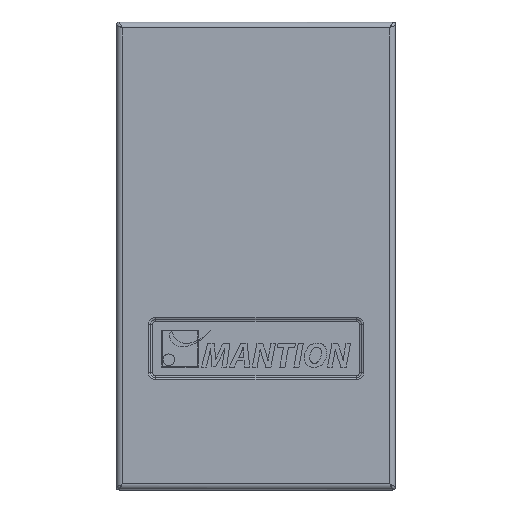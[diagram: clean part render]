
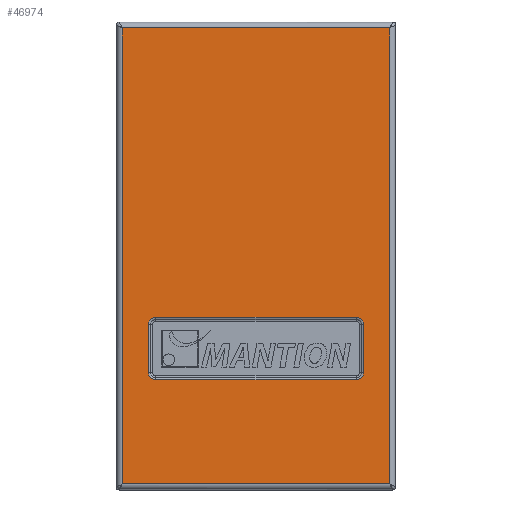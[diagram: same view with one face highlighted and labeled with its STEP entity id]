
A CAD part, top view. The second image highlights one B-rep face of the part: STEP entity #46974.
In plain terms, the highlighted planar face has unit normal (0, 0, 1).
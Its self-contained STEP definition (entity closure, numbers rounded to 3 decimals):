
#1759=FACE_BOUND('',#7265,.T.);
#4440=FACE_OUTER_BOUND('',#7264,.T.);
#7264=EDGE_LOOP('',(#42014,#42015,#42016,#42017));
#7265=EDGE_LOOP('',(#42018,#42019,#42020,#42021,#42022,#42023,#42024,#42025));
#12019=LINE('',#213114,#16899);
#12020=LINE('',#213120,#16900);
#12021=LINE('',#213121,#16901);
#12022=LINE('',#213122,#16902);
#12023=LINE('',#213127,#16903);
#12024=LINE('',#213131,#16904);
#12025=LINE('',#213135,#16905);
#12026=LINE('',#213138,#16906);
#16899=VECTOR('',#61936,46.894);
#16900=VECTOR('',#61943,46.894);
#16901=VECTOR('',#61944,79.894);
#16902=VECTOR('',#61945,79.894);
#16903=VECTOR('',#61948,8.46);
#16904=VECTOR('',#61951,35.137);
#16905=VECTOR('',#61954,8.46);
#16906=VECTOR('',#61957,35.137);
#18278=CIRCLE('',#50487,1.256);
#18279=CIRCLE('',#50488,1.256);
#18280=CIRCLE('',#50489,1.256);
#18281=CIRCLE('',#50490,1.256);
#22301=VERTEX_POINT('',#213112);
#22302=VERTEX_POINT('',#213113);
#22303=VERTEX_POINT('',#213118);
#22304=VERTEX_POINT('',#213119);
#22305=VERTEX_POINT('',#213123);
#22306=VERTEX_POINT('',#213124);
#22307=VERTEX_POINT('',#213126);
#22308=VERTEX_POINT('',#213128);
#22309=VERTEX_POINT('',#213130);
#22310=VERTEX_POINT('',#213132);
#22311=VERTEX_POINT('',#213134);
#22312=VERTEX_POINT('',#213136);
#28910=EDGE_CURVE('',#22301,#22302,#12019,.T.);
#28913=EDGE_CURVE('',#22303,#22304,#12020,.T.);
#28914=EDGE_CURVE('',#22304,#22301,#12021,.T.);
#28915=EDGE_CURVE('',#22302,#22303,#12022,.T.);
#28916=EDGE_CURVE('',#22305,#22306,#18278,.T.);
#28917=EDGE_CURVE('',#22306,#22307,#12023,.T.);
#28918=EDGE_CURVE('',#22307,#22308,#18279,.T.);
#28919=EDGE_CURVE('',#22308,#22309,#12024,.T.);
#28920=EDGE_CURVE('',#22309,#22310,#18280,.T.);
#28921=EDGE_CURVE('',#22310,#22311,#12025,.T.);
#28922=EDGE_CURVE('',#22311,#22312,#18281,.T.);
#28923=EDGE_CURVE('',#22312,#22305,#12026,.T.);
#42014=ORIENTED_EDGE('',*,*,#28913,.T.);
#42015=ORIENTED_EDGE('',*,*,#28914,.T.);
#42016=ORIENTED_EDGE('',*,*,#28910,.T.);
#42017=ORIENTED_EDGE('',*,*,#28915,.T.);
#42018=ORIENTED_EDGE('',*,*,#28916,.T.);
#42019=ORIENTED_EDGE('',*,*,#28917,.T.);
#42020=ORIENTED_EDGE('',*,*,#28918,.T.);
#42021=ORIENTED_EDGE('',*,*,#28919,.T.);
#42022=ORIENTED_EDGE('',*,*,#28920,.T.);
#42023=ORIENTED_EDGE('',*,*,#28921,.T.);
#42024=ORIENTED_EDGE('',*,*,#28922,.T.);
#42025=ORIENTED_EDGE('',*,*,#28923,.T.);
#44346=PLANE('',#50486);
#46974=ADVANCED_FACE('',(#4440,#1759),#44346,.T.);
#50486=AXIS2_PLACEMENT_3D('',#213117,#61941,#61942);
#50487=AXIS2_PLACEMENT_3D('',#213125,#61946,#61947);
#50488=AXIS2_PLACEMENT_3D('',#213129,#61949,#61950);
#50489=AXIS2_PLACEMENT_3D('',#213133,#61952,#61953);
#50490=AXIS2_PLACEMENT_3D('',#213137,#61955,#61956);
#61936=DIRECTION('',(-1.,0.,0.));
#61941=DIRECTION('center_axis',(0.,0.,1.));
#61942=DIRECTION('ref_axis',(1.,0.,0.));
#61943=DIRECTION('',(1.,0.,0.));
#61944=DIRECTION('',(0.,1.,0.));
#61945=DIRECTION('',(0.,-1.,0.));
#61946=DIRECTION('center_axis',(0.,0.,-1.));
#61947=DIRECTION('ref_axis',(0.,1.,0.));
#61948=DIRECTION('',(0.,-1.,0.));
#61949=DIRECTION('center_axis',(0.,0.,-1.));
#61950=DIRECTION('ref_axis',(1.,0.,0.));
#61951=DIRECTION('',(-1.,0.,0.));
#61952=DIRECTION('center_axis',(0.,0.,-1.));
#61953=DIRECTION('ref_axis',(0.,-1.,0.));
#61954=DIRECTION('',(0.,1.,0.));
#61955=DIRECTION('center_axis',(0.,0.,-1.));
#61956=DIRECTION('ref_axis',(-1.,0.,0.));
#61957=DIRECTION('',(1.,0.,0.));
#213112=CARTESIAN_POINT('',(23.447,39.947,2.5));
#213113=CARTESIAN_POINT('',(-23.447,39.947,2.5));
#213114=CARTESIAN_POINT('',(23.447,39.947,2.5));
#213117=CARTESIAN_POINT('Origin',(0.,0.,2.5));
#213118=CARTESIAN_POINT('',(-23.447,-39.947,2.5));
#213119=CARTESIAN_POINT('',(23.447,-39.947,2.5));
#213120=CARTESIAN_POINT('',(-23.447,-39.947,2.5));
#213121=CARTESIAN_POINT('',(23.447,-39.947,2.5));
#213122=CARTESIAN_POINT('',(-23.447,39.947,2.5));
#213123=CARTESIAN_POINT('',(17.569,-10.744,2.5));
#213124=CARTESIAN_POINT('',(18.825,-12.,2.5));
#213125=CARTESIAN_POINT('Origin',(17.569,-12.,2.5));
#213126=CARTESIAN_POINT('',(18.825,-20.46,2.5));
#213127=CARTESIAN_POINT('',(18.825,-12.,2.5));
#213128=CARTESIAN_POINT('',(17.569,-21.716,2.5));
#213129=CARTESIAN_POINT('Origin',(17.569,-20.46,2.5));
#213130=CARTESIAN_POINT('',(-17.569,-21.716,2.5));
#213131=CARTESIAN_POINT('',(17.569,-21.716,2.5));
#213132=CARTESIAN_POINT('',(-18.825,-20.46,2.5));
#213133=CARTESIAN_POINT('Origin',(-17.569,-20.46,2.5));
#213134=CARTESIAN_POINT('',(-18.825,-12.,2.5));
#213135=CARTESIAN_POINT('',(-18.825,-20.46,2.5));
#213136=CARTESIAN_POINT('',(-17.569,-10.744,2.5));
#213137=CARTESIAN_POINT('Origin',(-17.569,-12.,2.5));
#213138=CARTESIAN_POINT('',(-17.569,-10.744,2.5));
